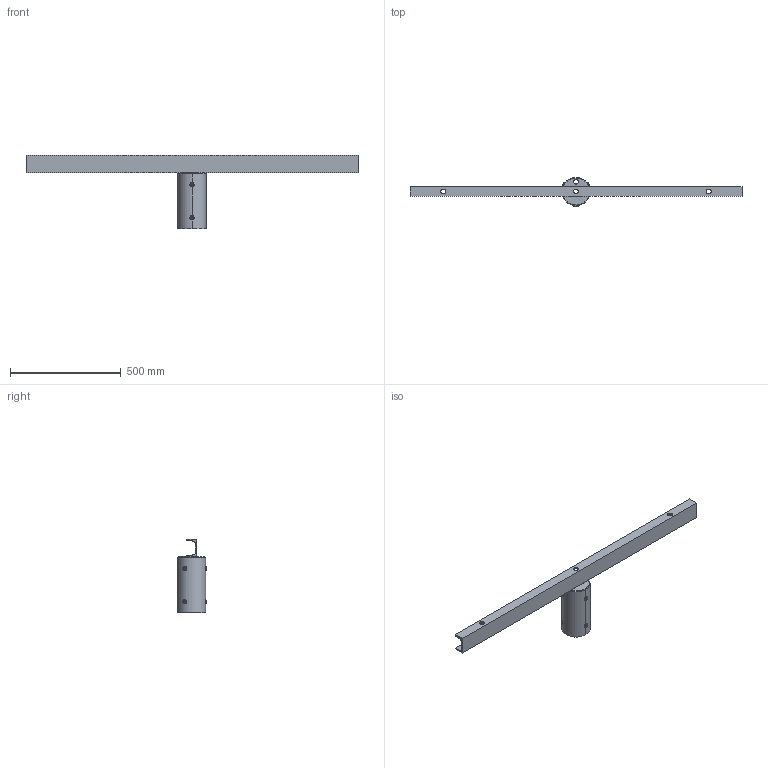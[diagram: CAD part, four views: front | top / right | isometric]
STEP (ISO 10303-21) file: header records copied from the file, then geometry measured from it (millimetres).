
FILE_DESCRIPTION (( 'STEP AP214' ), '1' );
FILE_NAME ('131025KXXX TO15-127 4608541 TEHOMET-ORSI_3D.step', '2022-05-28T15:05:31', ( '' ), ( '' ), 'SwSTEP 2.0', 'SolidWorks 2021', '' );
FILE_SCHEMA (( 'AUTOMOTIVE_DESIGN' ));
Length unit declared in the file: millimetre
Products named in the file (6): 131025KXXX TO15-127 4608541 TEHOMET-ORSI_3D; hex nut style 1 gradeab_iso_ISO - 4032 - M10 - W - N; HOLKKIPUTKI_HOLKKI D127X250; ORREN AIHIO_ORREN AIHIO UNP-80X1500; PÄÄTYLAPPU-PYÖREÄ_D127-D22X3; TEHOMET-HOLKKI_HOLKKI D127X250
Assembly tree (10 placements, depth 3):
  131025KXXX TO15-127 4608541 TEHOMET-ORSI_3D
    TEHOMET-HOLKKI_HOLKKI D127X250
      HOLKKIPUTKI_HOLKKI D127X250
      hex nut style 1 gradeab_iso_ISO - 4032 - M10 - W - N  x6
      PÄÄTYLAPPU-PYÖREÄ_D127-D22X3
    ORREN AIHIO_ORREN AIHIO UNP-80X1500
Bounding box: 1500 x 131 x 333 mm (x, y, z)
Volume: 2043874.3 mm3; surface area: 688799.6 mm2
Topology: 9 solids, 9 shells, 239 faces, 570 edges, 340 vertices
Faces by surface type: plane 106, cylinder 73, cone 60
Entity records: 4366 total; most frequent: CARTESIAN_POINT 1865, ORIENTED_EDGE 500, DIRECTION 446, EDGE_CURVE 250, AXIS2_PLACEMENT_3D 163, VERTEX_POINT 160, VECTOR 120, LINE 120
